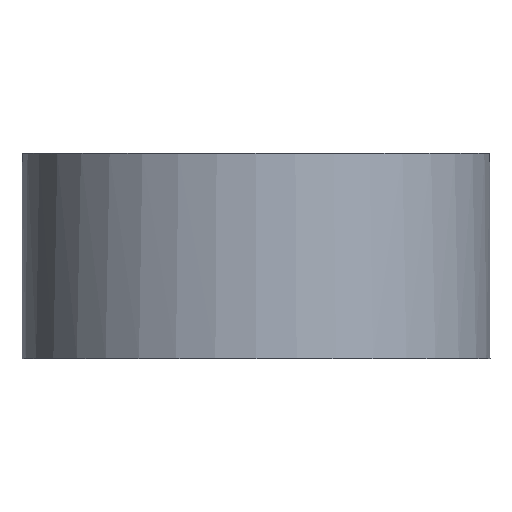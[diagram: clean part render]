
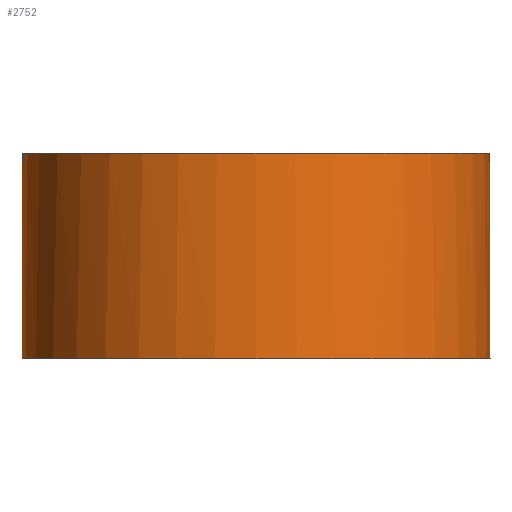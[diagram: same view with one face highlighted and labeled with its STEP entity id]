
A CAD part, left-side view. The second image highlights one B-rep face of the part: STEP entity #2752.
In plain terms, the highlighted cylindrical face has radius 50 mm (diameter 100 mm), a full revolution.
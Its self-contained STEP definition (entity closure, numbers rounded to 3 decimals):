
#96=CYLINDRICAL_SURFACE('',#3117,50.);
#241=LINE('',#5265,#390);
#243=LINE('',#5274,#392);
#328=LINE('',#5811,#477);
#390=VECTOR('',#3624,50.);
#392=VECTOR('',#3632,50.);
#477=VECTOR('',#3971,50.);
#718=FACE_OUTER_BOUND('',#904,.T.);
#904=EDGE_LOOP('',(#2563,#2564,#2565,#2566,#2567,#2568,#2569,#2570));
#1049=CIRCLE('',#3009,50.);
#1050=CIRCLE('',#3010,50.);
#1068=CIRCLE('',#3042,50.);
#1094=CIRCLE('',#3111,50.);
#1266=VERTEX_POINT('',#5261);
#1268=VERTEX_POINT('',#5264);
#1271=VERTEX_POINT('',#5271);
#1272=VERTEX_POINT('',#5273);
#1313=VERTEX_POINT('',#5455);
#1349=VERTEX_POINT('',#5803);
#1599=EDGE_CURVE('',#1266,#1268,#241,.T.);
#1603=EDGE_CURVE('',#1271,#1272,#243,.T.);
#1654=EDGE_CURVE('',#1268,#1313,#1049,.T.);
#1655=EDGE_CURVE('',#1313,#1271,#1050,.T.);
#1699=EDGE_CURVE('',#1266,#1272,#1068,.T.);
#1755=EDGE_CURVE('',#1349,#1349,#1094,.T.);
#1756=EDGE_CURVE('',#1313,#1349,#328,.T.);
#2563=ORIENTED_EDGE('',*,*,#1699,.T.);
#2564=ORIENTED_EDGE('',*,*,#1603,.F.);
#2565=ORIENTED_EDGE('',*,*,#1655,.F.);
#2566=ORIENTED_EDGE('',*,*,#1756,.T.);
#2567=ORIENTED_EDGE('',*,*,#1755,.F.);
#2568=ORIENTED_EDGE('',*,*,#1756,.F.);
#2569=ORIENTED_EDGE('',*,*,#1654,.F.);
#2570=ORIENTED_EDGE('',*,*,#1599,.F.);
#2752=ADVANCED_FACE('',(#718),#96,.T.);
#3009=AXIS2_PLACEMENT_3D('',#5456,#3703,#3704);
#3010=AXIS2_PLACEMENT_3D('',#5457,#3705,#3706);
#3042=AXIS2_PLACEMENT_3D('',#5534,#3795,#3796);
#3111=AXIS2_PLACEMENT_3D('',#5804,#3957,#3958);
#3117=AXIS2_PLACEMENT_3D('',#5810,#3969,#3970);
#3624=DIRECTION('',(0.,0.,1.));
#3632=DIRECTION('',(0.,0.,-1.));
#3703=DIRECTION('center_axis',(0.,0.,1.));
#3704=DIRECTION('ref_axis',(1.,0.,0.));
#3705=DIRECTION('center_axis',(0.,0.,1.));
#3706=DIRECTION('ref_axis',(1.,0.,0.));
#3795=DIRECTION('center_axis',(0.,0.,-1.));
#3796=DIRECTION('ref_axis',(1.,0.,0.));
#3957=DIRECTION('center_axis',(0.,0.,-1.));
#3958=DIRECTION('ref_axis',(1.,0.,0.));
#3969=DIRECTION('center_axis',(0.,0.,1.));
#3970=DIRECTION('ref_axis',(1.,0.,0.));
#3971=DIRECTION('',(0.,0.,-1.));
#5261=CARTESIAN_POINT('',(35.708,34.999,-19.));
#5264=CARTESIAN_POINT('',(35.708,34.999,21.));
#5265=CARTESIAN_POINT('',(35.708,34.999,-19.));
#5271=CARTESIAN_POINT('',(35.708,-34.999,21.));
#5273=CARTESIAN_POINT('',(35.708,-34.999,-19.));
#5274=CARTESIAN_POINT('',(35.708,-34.999,21.));
#5455=CARTESIAN_POINT('',(-50.,0.,21.));
#5456=CARTESIAN_POINT('Origin',(0.,0.,21.));
#5457=CARTESIAN_POINT('Origin',(0.,0.,21.));
#5534=CARTESIAN_POINT('Origin',(0.,0.,-19.));
#5803=CARTESIAN_POINT('',(-50.,0.,-23.));
#5804=CARTESIAN_POINT('Origin',(0.,0.,-23.));
#5810=CARTESIAN_POINT('Origin',(0.,0.,0.));
#5811=CARTESIAN_POINT('',(-50.,0.,0.));
